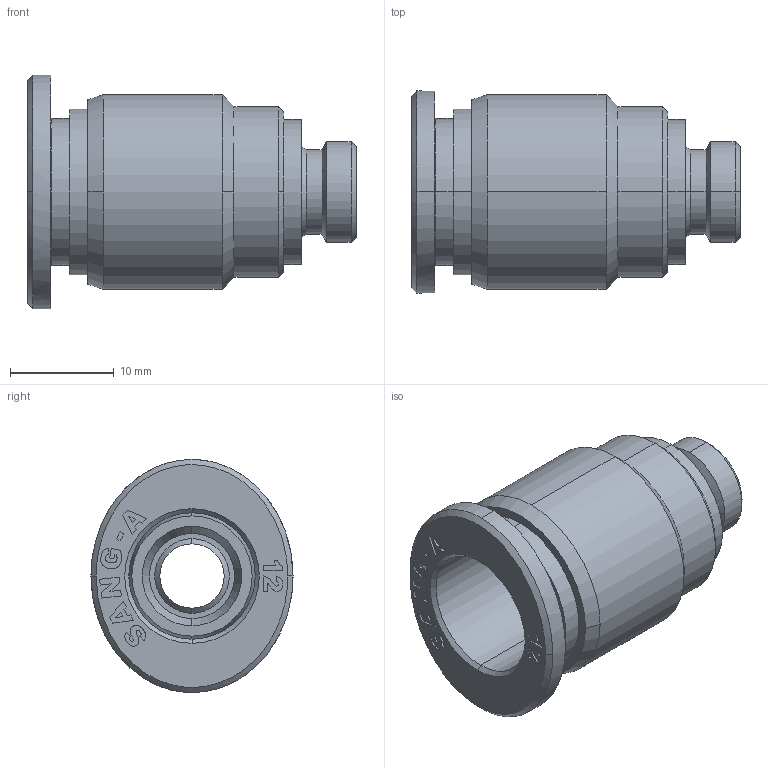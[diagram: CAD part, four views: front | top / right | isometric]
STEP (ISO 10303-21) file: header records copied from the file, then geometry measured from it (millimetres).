
FILE_DESCRIPTION (( 'STEP AP214' ), '1' );
FILE_NAME ('POC12-G01.STEP', '2018-09-10T08:58:52', ( '' ), ( '' ), 'SwSTEP 2.0', 'SolidWorks 2018', '' );
FILE_SCHEMA (( 'AUTOMOTIVE_DESIGN' ));
Length unit declared in the file: millimetre
Products named in the file (1): POC12-G01
Bounding box: 31.7 x 19.5 x 22.5 mm (x, y, z)
Surface area: 3319.6 mm2 (no closed solid volume)
Topology: 0 solids, 1 shells, 340 faces, 1098 edges, 730 vertices
Faces by surface type: plane 292, cone 20, cylinder 19, bspline 9
Entity records: 16256 total; most frequent: CARTESIAN_POINT 2951, ORIENTED_EDGE 2004, DIRECTION 1808, EDGE_CURVE 1098, VECTOR 1008, LINE 1008, VERTEX_POINT 730, AXIS2_PLACEMENT_3D 400
